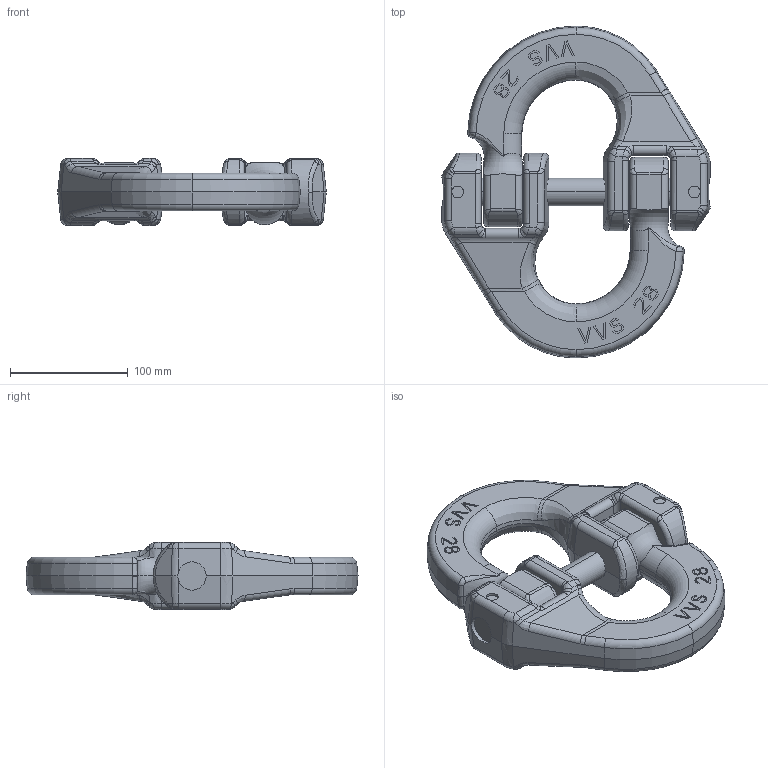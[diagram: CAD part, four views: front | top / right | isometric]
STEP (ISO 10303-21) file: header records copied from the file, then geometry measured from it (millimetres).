
FILE_DESCRIPTION((''),'2;1');
FILE_NAME('001-M34168-P-2_ASM','2012-02-21T',('Roland.Jakubetz'),(''),'PRO/ENGINEER BY PARAMETRIC TECHNOLOGY CORPORATION, 2010140','PRO/ENGINEER BY PARAMETRIC TECHNOLOGY CORPORATION, 2010140','');
FILE_SCHEMA(('CONFIG_CONTROL_DESIGN'));
Length unit declared in the file: millimetre
Products named in the file (2): 001-M34168-P-1; 001-M34168-P-2_ASM
Assembly tree (1 placements, depth 2):
  001-M34168-P-2_ASM
    001-M34168-P-1
Bounding box: 228 x 282 x 57 mm (x, y, z)
Volume: 1289794.4 mm3; surface area: 137752.7 mm2
Topology: 1 solids, 1 shells, 694 faces, 1822 edges, 1144 vertices
Faces by surface type: plane 404, bspline 114, cylinder 112, torus 40, cone 24
Entity records: 29186 total; most frequent: CARTESIAN_POINT 12864, ORIENTED_EDGE 3644, DIRECTION 3008, EDGE_CURVE 1822, VECTOR 1218, LINE 1218, VERTEX_POINT 1144, AXIS2_PLACEMENT_3D 895
